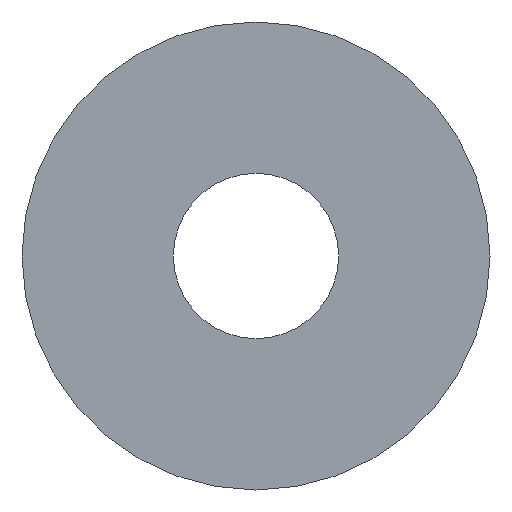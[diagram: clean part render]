
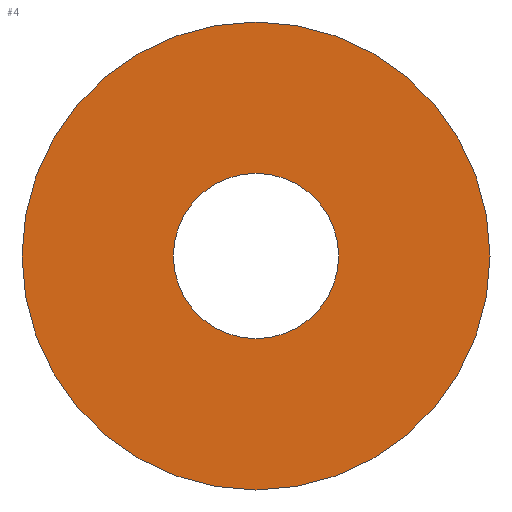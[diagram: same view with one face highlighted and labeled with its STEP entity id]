
A CAD part, left-side view. The second image highlights one B-rep face of the part: STEP entity #4.
In plain terms, the highlighted planar face has unit normal (-1, 0, 0).
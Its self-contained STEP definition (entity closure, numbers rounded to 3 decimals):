
#4 = ADVANCED_FACE ( 'NONE', ( #173, #165 ), #28, .F. ) ;
#8 = DIRECTION ( 'NONE',  ( 1., 0., 0. ) ) ;
#10 = CARTESIAN_POINT ( 'NONE',  ( -1.2, 7.5, 0. ) ) ;
#12 = AXIS2_PLACEMENT_3D ( 'NONE', #10, #8, #52 ) ;
#13 = AXIS2_PLACEMENT_3D ( 'NONE', #211, #212, #213 ) ;
#15 = CARTESIAN_POINT ( 'NONE',  ( -1.2, 0., 7.5 ) ) ;
#24 = CARTESIAN_POINT ( 'NONE',  ( -1.2, 0., -2.65 ) ) ;
#26 = ORIENTED_EDGE ( 'NONE', *, *, #184, .T. ) ;
#28 = PLANE ( 'NONE',  #12 ) ;
#33 = AXIS2_PLACEMENT_3D ( 'NONE', #219, #221, #222 ) ;
#37 = AXIS2_PLACEMENT_3D ( 'NONE', #120, #61, #77 ) ;
#48 = ORIENTED_EDGE ( 'NONE', *, *, #163, .T. ) ;
#52 = DIRECTION ( 'NONE',  ( 0., 0., -1. ) ) ;
#54 = VERTEX_POINT ( 'NONE', #24 ) ;
#56 = DIRECTION ( 'NONE',  ( 0., 0., 1. ) ) ;
#61 = DIRECTION ( 'NONE',  ( -1., 0., 0. ) ) ;
#77 = DIRECTION ( 'NONE',  ( 0., 0., 1. ) ) ;
#120 = CARTESIAN_POINT ( 'NONE',  ( -1.2, 0., 0. ) ) ;
#126 = CIRCLE ( 'NONE', #138, 2.65 ) ;
#133 = CIRCLE ( 'NONE', #37, 2.65 ) ;
#138 = AXIS2_PLACEMENT_3D ( 'NONE', #218, #158, #56 ) ;
#144 = CIRCLE ( 'NONE', #33, 7.5 ) ;
#157 = CIRCLE ( 'NONE', #13, 7.5 ) ;
#158 = DIRECTION ( 'NONE',  ( -1., 0., 0. ) ) ;
#163 = EDGE_CURVE ( 'NONE', #199, #233, #157, .T. ) ;
#165 = FACE_OUTER_BOUND ( 'NONE', #248, .T. ) ;
#173 = FACE_BOUND ( 'NONE', #215, .T. ) ;
#184 = EDGE_CURVE ( 'NONE', #233, #199, #144, .T. ) ;
#191 = ORIENTED_EDGE ( 'NONE', *, *, #236, .F. ) ;
#198 = EDGE_CURVE ( 'NONE', #54, #206, #133, .T. ) ;
#199 = VERTEX_POINT ( 'NONE', #203 ) ;
#203 = CARTESIAN_POINT ( 'NONE',  ( -1.2, 0., -7.5 ) ) ;
#206 = VERTEX_POINT ( 'NONE', #214 ) ;
#211 = CARTESIAN_POINT ( 'NONE',  ( -1.2, 0., 0. ) ) ;
#212 = DIRECTION ( 'NONE',  ( -1., 0., 0. ) ) ;
#213 = DIRECTION ( 'NONE',  ( 0., 0., 1. ) ) ;
#214 = CARTESIAN_POINT ( 'NONE',  ( -1.2, 0., 2.65 ) ) ;
#215 = EDGE_LOOP ( 'NONE', ( #191, #227 ) ) ;
#218 = CARTESIAN_POINT ( 'NONE',  ( -1.2, 0., 0. ) ) ;
#219 = CARTESIAN_POINT ( 'NONE',  ( -1.2, 0., 0. ) ) ;
#221 = DIRECTION ( 'NONE',  ( -1., 0., 0. ) ) ;
#222 = DIRECTION ( 'NONE',  ( 0., 0., 1. ) ) ;
#227 = ORIENTED_EDGE ( 'NONE', *, *, #198, .F. ) ;
#233 = VERTEX_POINT ( 'NONE', #15 ) ;
#236 = EDGE_CURVE ( 'NONE', #206, #54, #126, .T. ) ;
#248 = EDGE_LOOP ( 'NONE', ( #26, #48 ) ) ;
